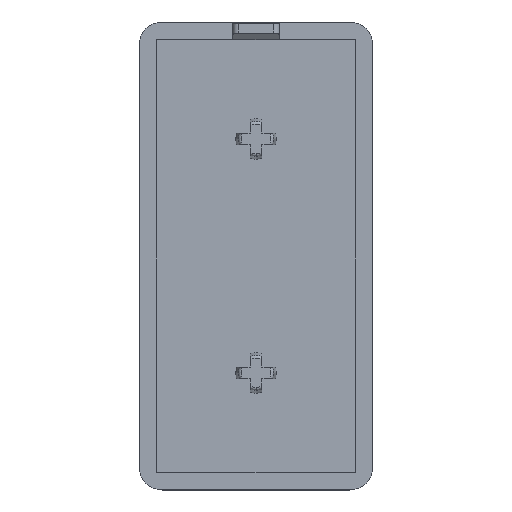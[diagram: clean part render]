
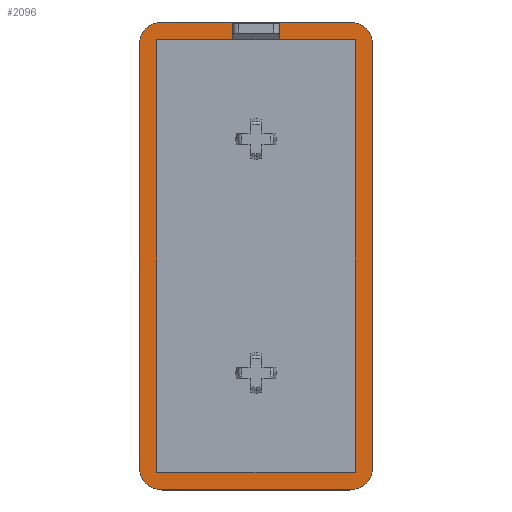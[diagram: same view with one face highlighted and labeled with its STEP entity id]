
A CAD part, top view. The second image highlights one B-rep face of the part: STEP entity #2096.
In plain terms, the highlighted planar face has unit normal (0, 0, 1).
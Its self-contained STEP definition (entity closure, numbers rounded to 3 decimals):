
#16 = CARTESIAN_POINT ( 'NONE',  ( -17., -40., 4. ) ) ;
#36 = EDGE_CURVE ( 'NONE', #1774, #1688, #326, .T. ) ;
#54 = VERTEX_POINT ( 'NONE', #1571 ) ;
#71 = VERTEX_POINT ( 'NONE', #2189 ) ;
#115 = LINE ( 'NONE', #157, #2491 ) ;
#122 = AXIS2_PLACEMENT_3D ( 'NONE', #2174, #2030, #297 ) ;
#124 = EDGE_CURVE ( 'NONE', #2072, #1119, #1210, .T. ) ;
#137 = VECTOR ( 'NONE', #1183, 1000. ) ;
#157 = CARTESIAN_POINT ( 'NONE',  ( 20., -37., 4. ) ) ;
#168 = CARTESIAN_POINT ( 'NONE',  ( 17., -40., 4. ) ) ;
#245 = VERTEX_POINT ( 'NONE', #864 ) ;
#271 = CARTESIAN_POINT ( 'NONE',  ( 4., -40., 4. ) ) ;
#277 = DIRECTION ( 'NONE',  ( 0., 0., -1. ) ) ;
#280 = CARTESIAN_POINT ( 'NONE',  ( 20., 37., 4. ) ) ;
#297 = DIRECTION ( 'NONE',  ( 0., 1., 0. ) ) ;
#311 = VERTEX_POINT ( 'NONE', #1498 ) ;
#326 = LINE ( 'NONE', #271, #417 ) ;
#336 = CARTESIAN_POINT ( 'NONE',  ( 16., -40., 4. ) ) ;
#369 = VERTEX_POINT ( 'NONE', #2172 ) ;
#407 = EDGE_CURVE ( 'NONE', #1896, #1558, #1133, .T. ) ;
#417 = VECTOR ( 'NONE', #2369, 1000. ) ;
#427 = EDGE_CURVE ( 'NONE', #369, #491, #1145, .T. ) ;
#439 = DIRECTION ( 'NONE',  ( 0., 1., 0. ) ) ;
#468 = CARTESIAN_POINT ( 'NONE',  ( 20., 36., 4. ) ) ;
#480 = CARTESIAN_POINT ( 'NONE',  ( -20., 36., 4. ) ) ;
#491 = VERTEX_POINT ( 'NONE', #336 ) ;
#506 = ORIENTED_EDGE ( 'NONE', *, *, #2520, .T. ) ;
#507 = PLANE ( 'NONE',  #2359 ) ;
#527 = CARTESIAN_POINT ( 'NONE',  ( -16., -36., 4. ) ) ;
#550 = LINE ( 'NONE', #951, #137 ) ;
#603 = CIRCLE ( 'NONE', #1655, 4. ) ;
#606 = AXIS2_PLACEMENT_3D ( 'NONE', #2348, #277, #1306 ) ;
#658 = LINE ( 'NONE', #1732, #2651 ) ;
#708 = DIRECTION ( 'NONE',  ( 0., 0., 1. ) ) ;
#730 = CARTESIAN_POINT ( 'NONE',  ( 4., 39.7, 4. ) ) ;
#741 = CARTESIAN_POINT ( 'NONE',  ( -4., -40., 4. ) ) ;
#797 = CARTESIAN_POINT ( 'NONE',  ( 16., 40., 4. ) ) ;
#799 = CARTESIAN_POINT ( 'NONE',  ( -17., -37., 4. ) ) ;
#813 = VERTEX_POINT ( 'NONE', #2216 ) ;
#826 = ORIENTED_EDGE ( 'NONE', *, *, #427, .T. ) ;
#835 = EDGE_CURVE ( 'NONE', #1558, #813, #1596, .T. ) ;
#845 = VECTOR ( 'NONE', #1590, 1000. ) ;
#864 = CARTESIAN_POINT ( 'NONE',  ( -16., 40., 4. ) ) ;
#880 = EDGE_CURVE ( 'NONE', #1001, #311, #998, .T. ) ;
#898 = FACE_OUTER_BOUND ( 'NONE', #1477, .T. ) ;
#917 = VERTEX_POINT ( 'NONE', #799 ) ;
#949 = DIRECTION ( 'NONE',  ( 0., 0., 1. ) ) ;
#951 = CARTESIAN_POINT ( 'NONE',  ( 20., 40., 4. ) ) ;
#985 = DIRECTION ( 'NONE',  ( -1., 0., 0. ) ) ;
#998 = LINE ( 'NONE', #1612, #1551 ) ;
#1001 = VERTEX_POINT ( 'NONE', #480 ) ;
#1031 = CARTESIAN_POINT ( 'NONE',  ( 17., 37., 4. ) ) ;
#1119 = VERTEX_POINT ( 'NONE', #797 ) ;
#1127 = VERTEX_POINT ( 'NONE', #1031 ) ;
#1133 = LINE ( 'NONE', #280, #1163 ) ;
#1144 = EDGE_CURVE ( 'NONE', #1127, #71, #2511, .T. ) ;
#1145 = LINE ( 'NONE', #1325, #2258 ) ;
#1151 = CARTESIAN_POINT ( 'NONE',  ( 16., 36., 4. ) ) ;
#1163 = VECTOR ( 'NONE', #2156, 1000. ) ;
#1183 = DIRECTION ( 'NONE',  ( 0., 1., 0. ) ) ;
#1189 = DIRECTION ( 'NONE',  ( 0., -1., 0. ) ) ;
#1210 = CIRCLE ( 'NONE', #1601, 4. ) ;
#1247 = VECTOR ( 'NONE', #2049, 1000. ) ;
#1280 = EDGE_CURVE ( 'NONE', #813, #1774, #658, .T. ) ;
#1306 = DIRECTION ( 'NONE',  ( 0., 1., 0. ) ) ;
#1325 = CARTESIAN_POINT ( 'NONE',  ( 20., -40., 4. ) ) ;
#1342 = LINE ( 'NONE', #2641, #1565 ) ;
#1369 = ORIENTED_EDGE ( 'NONE', *, *, #1144, .T. ) ;
#1389 = CARTESIAN_POINT ( 'NONE',  ( 20., 40., 4. ) ) ;
#1417 = ORIENTED_EDGE ( 'NONE', *, *, #36, .T. ) ;
#1470 = CARTESIAN_POINT ( 'NONE',  ( -17., 37., 4. ) ) ;
#1477 = EDGE_LOOP ( 'NONE', ( #826, #2513, #2320, #2313, #506, #2668, #1727, #2609 ) ) ;
#1498 = CARTESIAN_POINT ( 'NONE',  ( -20., -36., 4. ) ) ;
#1523 = CIRCLE ( 'NONE', #606, 4. ) ;
#1537 = FACE_BOUND ( 'NONE', #2269, .T. ) ;
#1551 = VECTOR ( 'NONE', #1189, 1000. ) ;
#1558 = VERTEX_POINT ( 'NONE', #2481 ) ;
#1564 = CARTESIAN_POINT ( 'NONE',  ( 20., -40., 4. ) ) ;
#1565 = VECTOR ( 'NONE', #2202, 1000. ) ;
#1571 = CARTESIAN_POINT ( 'NONE',  ( 20., -36., 4. ) ) ;
#1590 = DIRECTION ( 'NONE',  ( -1., 0., 0. ) ) ;
#1596 = LINE ( 'NONE', #741, #2336 ) ;
#1601 = AXIS2_PLACEMENT_3D ( 'NONE', #1151, #949, #1784 ) ;
#1607 = LINE ( 'NONE', #1389, #845 ) ;
#1612 = CARTESIAN_POINT ( 'NONE',  ( -20., 40., 4. ) ) ;
#1655 = AXIS2_PLACEMENT_3D ( 'NONE', #527, #2000, #1798 ) ;
#1688 = VERTEX_POINT ( 'NONE', #2408 ) ;
#1701 = EDGE_CURVE ( 'NONE', #491, #54, #2398, .T. ) ;
#1727 = ORIENTED_EDGE ( 'NONE', *, *, #880, .T. ) ;
#1732 = CARTESIAN_POINT ( 'NONE',  ( 20., 39.7, 4. ) ) ;
#1735 = EDGE_CURVE ( 'NONE', #1688, #1127, #1342, .T. ) ;
#1738 = DIRECTION ( 'NONE',  ( 0., -1., 0. ) ) ;
#1747 = DIRECTION ( 'NONE',  ( 1., 0., 0. ) ) ;
#1774 = VERTEX_POINT ( 'NONE', #730 ) ;
#1784 = DIRECTION ( 'NONE',  ( 0., 1., 0. ) ) ;
#1798 = DIRECTION ( 'NONE',  ( 0., 1., 0. ) ) ;
#1805 = EDGE_CURVE ( 'NONE', #311, #369, #603, .T. ) ;
#1894 = LINE ( 'NONE', #16, #2633 ) ;
#1896 = VERTEX_POINT ( 'NONE', #1470 ) ;
#1963 = ORIENTED_EDGE ( 'NONE', *, *, #2204, .T. ) ;
#2000 = DIRECTION ( 'NONE',  ( 0., 0., 1. ) ) ;
#2030 = DIRECTION ( 'NONE',  ( 0., 0., 1. ) ) ;
#2049 = DIRECTION ( 'NONE',  ( 0., -1., 0. ) ) ;
#2072 = VERTEX_POINT ( 'NONE', #468 ) ;
#2084 = EDGE_CURVE ( 'NONE', #1001, #245, #1523, .T. ) ;
#2096 = ADVANCED_FACE ( 'NONE', ( #1537, #898 ), #507, .T. ) ;
#2119 = ORIENTED_EDGE ( 'NONE', *, *, #1735, .T. ) ;
#2156 = DIRECTION ( 'NONE',  ( 1., 0., 0. ) ) ;
#2172 = CARTESIAN_POINT ( 'NONE',  ( -16., -40., 4. ) ) ;
#2173 = ORIENTED_EDGE ( 'NONE', *, *, #2330, .T. ) ;
#2174 = CARTESIAN_POINT ( 'NONE',  ( 16., -36., 4. ) ) ;
#2189 = CARTESIAN_POINT ( 'NONE',  ( 17., -37., 4. ) ) ;
#2202 = DIRECTION ( 'NONE',  ( 1., 0., 0. ) ) ;
#2204 = EDGE_CURVE ( 'NONE', #71, #917, #115, .T. ) ;
#2216 = CARTESIAN_POINT ( 'NONE',  ( -4., 39.7, 4. ) ) ;
#2242 = DIRECTION ( 'NONE',  ( 0., 1., 0. ) ) ;
#2258 = VECTOR ( 'NONE', #2583, 1000. ) ;
#2269 = EDGE_LOOP ( 'NONE', ( #1963, #2173, #2649, #2358, #2374, #1417, #2119, #1369 ) ) ;
#2313 = ORIENTED_EDGE ( 'NONE', *, *, #124, .T. ) ;
#2320 = ORIENTED_EDGE ( 'NONE', *, *, #2536, .T. ) ;
#2330 = EDGE_CURVE ( 'NONE', #917, #1896, #1894, .T. ) ;
#2336 = VECTOR ( 'NONE', #2242, 1000. ) ;
#2348 = CARTESIAN_POINT ( 'NONE',  ( -16., 36., 4. ) ) ;
#2358 = ORIENTED_EDGE ( 'NONE', *, *, #835, .T. ) ;
#2359 = AXIS2_PLACEMENT_3D ( 'NONE', #1564, #708, #1738 ) ;
#2369 = DIRECTION ( 'NONE',  ( 0., -1., 0. ) ) ;
#2374 = ORIENTED_EDGE ( 'NONE', *, *, #1280, .T. ) ;
#2398 = CIRCLE ( 'NONE', #122, 4. ) ;
#2408 = CARTESIAN_POINT ( 'NONE',  ( 4., 37., 4. ) ) ;
#2481 = CARTESIAN_POINT ( 'NONE',  ( -4., 37., 4. ) ) ;
#2491 = VECTOR ( 'NONE', #985, 1000. ) ;
#2511 = LINE ( 'NONE', #168, #1247 ) ;
#2513 = ORIENTED_EDGE ( 'NONE', *, *, #1701, .T. ) ;
#2520 = EDGE_CURVE ( 'NONE', #1119, #245, #1607, .T. ) ;
#2536 = EDGE_CURVE ( 'NONE', #54, #2072, #550, .T. ) ;
#2583 = DIRECTION ( 'NONE',  ( 1., 0., 0. ) ) ;
#2609 = ORIENTED_EDGE ( 'NONE', *, *, #1805, .T. ) ;
#2633 = VECTOR ( 'NONE', #439, 1000. ) ;
#2641 = CARTESIAN_POINT ( 'NONE',  ( 20., 37., 4. ) ) ;
#2649 = ORIENTED_EDGE ( 'NONE', *, *, #407, .T. ) ;
#2651 = VECTOR ( 'NONE', #1747, 1000. ) ;
#2668 = ORIENTED_EDGE ( 'NONE', *, *, #2084, .F. ) ;
